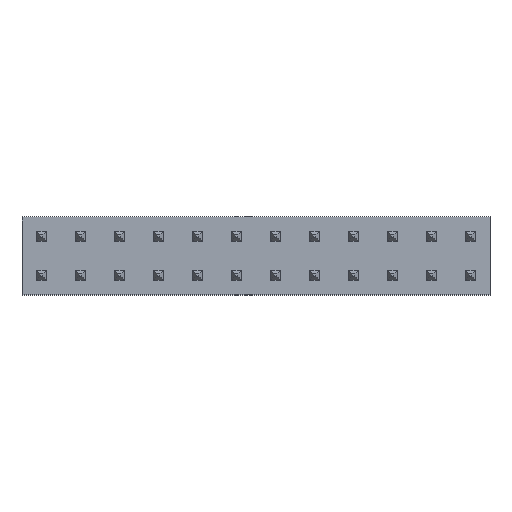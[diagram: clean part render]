
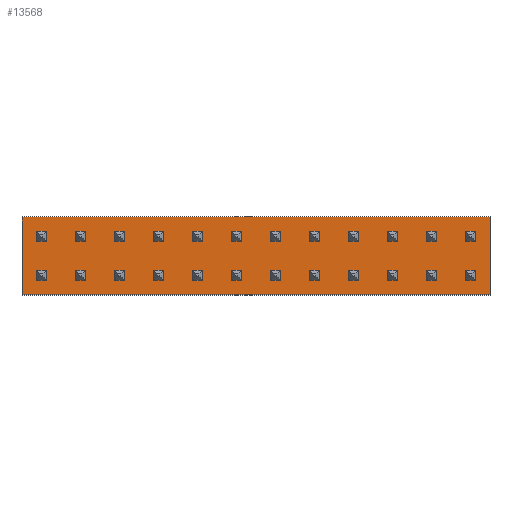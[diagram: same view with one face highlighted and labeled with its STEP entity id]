
A CAD part, top view. The second image highlights one B-rep face of the part: STEP entity #13568.
In plain terms, the highlighted planar face has unit normal (0, 0, 1).
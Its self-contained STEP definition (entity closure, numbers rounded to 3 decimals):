
#13443 = CARTESIAN_POINT ( 'NONE',  ( 23., 3., 2.54 ) ) ;
#13444 = VERTEX_POINT ( 'NONE', #13443 ) ;
#13451 = CARTESIAN_POINT ( 'NONE',  ( 23., -1., 2.54 ) ) ;
#13452 = VERTEX_POINT ( 'NONE', #13451 ) ;
#13453 = CARTESIAN_POINT ( 'NONE',  ( 23., -1., 2.54 ) ) ;
#13454 = DIRECTION ( 'NONE',  ( 0., 1., 0. ) ) ;
#13455 = VECTOR ( 'NONE', #13454, 1000. ) ;
#13456 = LINE ( 'NONE', #13453, #13455 ) ;
#13457 = EDGE_CURVE ( 'NONE', #13452, #13444, #13456, .T. ) ;
#13481 = CARTESIAN_POINT ( 'NONE',  ( -1., 3., 2.54 ) ) ;
#13482 = VERTEX_POINT ( 'NONE', #13481 ) ;
#13489 = CARTESIAN_POINT ( 'NONE',  ( -1., 3., 2.54 ) ) ;
#13490 = DIRECTION ( 'NONE',  ( -1., 0., 0. ) ) ;
#13491 = VECTOR ( 'NONE', #13490, 1000. ) ;
#13492 = LINE ( 'NONE', #13489, #13491 ) ;
#13493 = EDGE_CURVE ( 'NONE', #13444, #13482, #13492, .T. ) ;
#13512 = CARTESIAN_POINT ( 'NONE',  ( -1., -1., 2.54 ) ) ;
#13513 = VERTEX_POINT ( 'NONE', #13512 ) ;
#13520 = CARTESIAN_POINT ( 'NONE',  ( -1., -1., 2.54 ) ) ;
#13521 = DIRECTION ( 'NONE',  ( 0., -1., 0. ) ) ;
#13522 = VECTOR ( 'NONE', #13521, 1000. ) ;
#13523 = LINE ( 'NONE', #13520, #13522 ) ;
#13524 = EDGE_CURVE ( 'NONE', #13482, #13513, #13523, .T. ) ;
#13542 = CARTESIAN_POINT ( 'NONE',  ( -1., -1., 2.54 ) ) ;
#13543 = DIRECTION ( 'NONE',  ( 1., 0., 0. ) ) ;
#13544 = VECTOR ( 'NONE', #13543, 1000. ) ;
#13545 = LINE ( 'NONE', #13542, #13544 ) ;
#13546 = EDGE_CURVE ( 'NONE', #13513, #13452, #13545, .T. ) ;
#13557 = ORIENTED_EDGE ( 'NONE', *, *, #13457, .T. ) ;
#13558 = ORIENTED_EDGE ( 'NONE', *, *, #13493, .T. ) ;
#13559 = ORIENTED_EDGE ( 'NONE', *, *, #13524, .T. ) ;
#13560 = ORIENTED_EDGE ( 'NONE', *, *, #13546, .T. ) ;
#13561 = EDGE_LOOP ( 'NONE', ( #13557, #13558, #13559, #13560 ) ) ;
#13562 = FACE_OUTER_BOUND ( 'NONE', #13561, .T. ) ;
#13563 = CARTESIAN_POINT ( 'NONE',  ( 11., 1., 2.54 ) ) ;
#13564 = DIRECTION ( 'NONE',  ( 0., 0., -1. ) ) ;
#13565 = DIRECTION ( 'NONE',  ( 0., 1., 0. ) ) ;
#13566 = AXIS2_PLACEMENT_3D ( 'NONE', #13563, #13564, #13565 ) ;
#13567 = PLANE ( 'NONE', #13566 ) ;
#13568 = ADVANCED_FACE ( 'NONE', ( #13562 ), #13567, .F. ) ;
